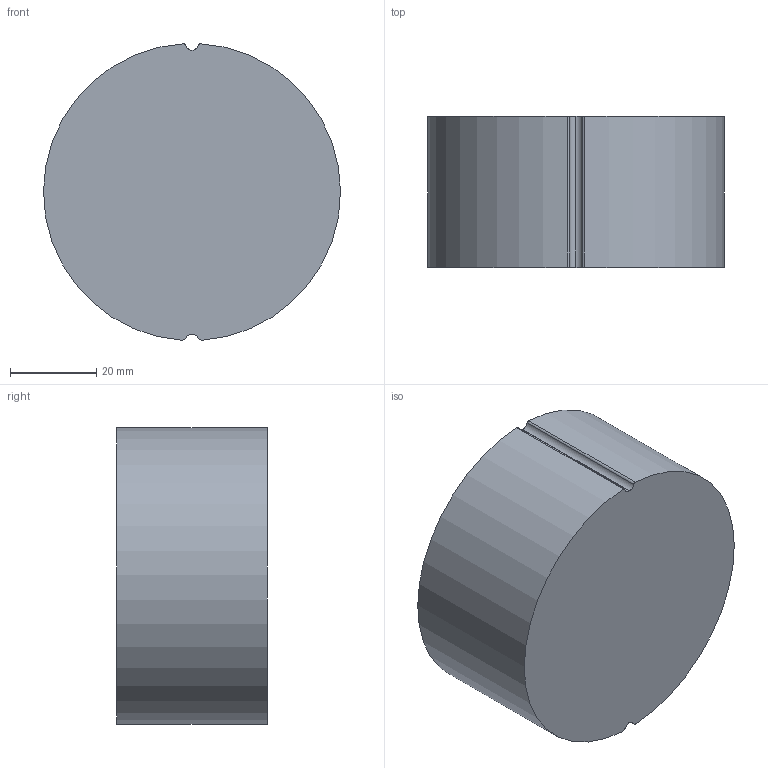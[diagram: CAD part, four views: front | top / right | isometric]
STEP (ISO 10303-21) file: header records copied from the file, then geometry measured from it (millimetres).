
FILE_DESCRIPTION (( 'STEP AP214' ), '1' );
FILE_NAME ('JOROTOX2_60.5mm.STEP', '2024-12-22T17:25:45', ( '' ), ( '' ), 'SwSTEP 2.0', 'SolidWorks 2025', '' );
FILE_SCHEMA (( 'AUTOMOTIVE_DESIGN' ));
Length unit declared in the file: millimetre
Products named in the file (1): JOROTOX2_60.5mm
Bounding box: 69 x 35 x 68.87 mm (x, y, z)
Volume: 36185.6 mm3; surface area: 21558.5 mm2
Topology: 1 solids, 1 shells, 44 faces, 111 edges, 70 vertices
Faces by surface type: cylinder 26, torus 15, plane 3
Entity records: 1675 total; most frequent: CARTESIAN_POINT 550, DIRECTION 262, ORIENTED_EDGE 222, AXIS2_PLACEMENT_3D 118, EDGE_CURVE 111, CIRCLE 73, VERTEX_POINT 70, EDGE_LOOP 45
